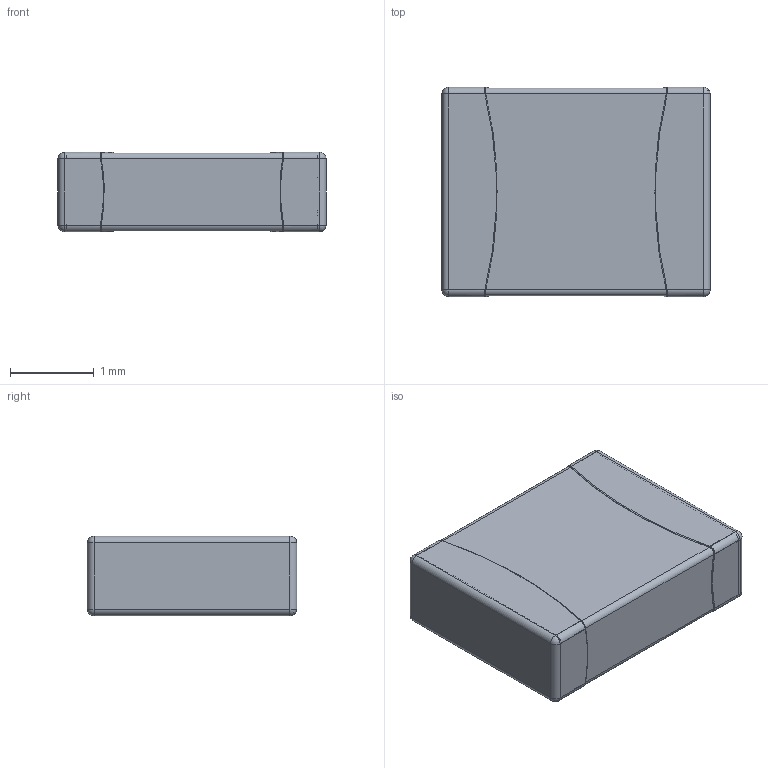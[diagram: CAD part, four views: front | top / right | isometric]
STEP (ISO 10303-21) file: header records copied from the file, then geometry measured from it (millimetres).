
FILE_DESCRIPTION(/* description */ ('FreeCAD Model','CAx-IF Rec.Pracs.---Representation and Presentation of Product Manufacturing Information (PMI)---4.0---2014-10-13'),/* implementation_level */ '2;1');
FILE_NAME(/* name */ 'L1210 v1.step',/* time_stamp */ '2025-01-24T18:15:51+08:00',/* author */ (''),/* organization */ (''),/* preprocessor_version */ 'ST-DEVELOPER v20',/* originating_system */ 'Autodesk Translation Framework v13.20.0.188',/* authorisation */ '');
FILE_SCHEMA (('AP242_MANAGED_MODEL_BASED_3D_ENGINEERING_MIM_LF { 1 0 10303 442 1 1 4 }'));
Length unit declared in the file: millimetre
Products named in the file (4): L_1210_h38mil; Pin1; Pin2; CeramicBody
Assembly tree (3 placements, depth 2):
  L_1210_h38mil
    Pin1
    Pin2
    CeramicBody
Bounding box: 3.2 x 2.5 x 0.95 mm (x, y, z)
Volume: 7.4 mm3; surface area: 48.2 mm2
Topology: 3 solids, 3 shells, 82 faces, 190 edges, 112 vertices
Faces by surface type: cylinder 30, plane 26, bspline 18, sphere 8
Entity records: 3493 total; most frequent: CARTESIAN_POINT 1652, ORIENTED_EDGE 372, DIRECTION 340, EDGE_CURVE 186, AXIS2_PLACEMENT_3D 133, VERTEX_POINT 112, EDGE_LOOP 84, FACE_OUTER_BOUND 82
